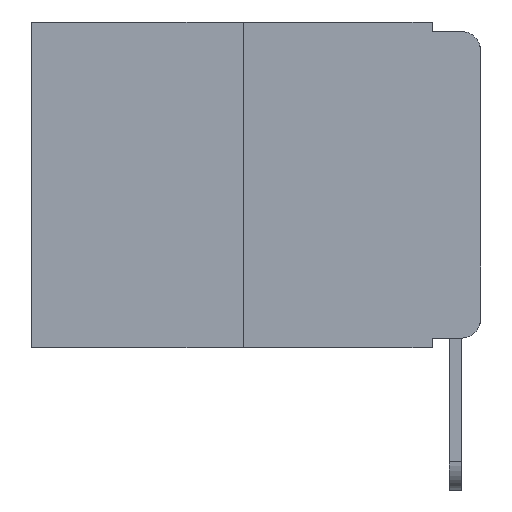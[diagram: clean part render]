
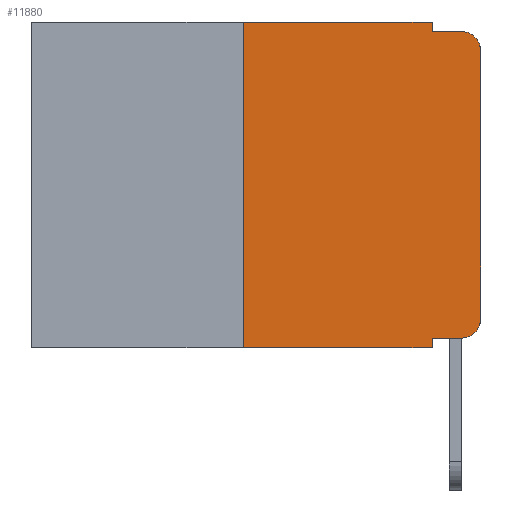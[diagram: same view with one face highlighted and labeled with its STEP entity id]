
A CAD part, left-side view. The second image highlights one B-rep face of the part: STEP entity #11880.
In plain terms, the highlighted planar face has unit normal (-1, 0, 0).
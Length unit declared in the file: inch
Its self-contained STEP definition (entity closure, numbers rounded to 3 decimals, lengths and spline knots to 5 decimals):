
#76 = DIRECTION ( 'NONE',  ( -1., 0., 0. ) ) ;
#215 = VECTOR ( 'NONE', #11111, 39.37008 ) ;
#222 = EDGE_CURVE ( 'NONE', #11902, #4460, #10318, .T. ) ;
#333 = CARTESIAN_POINT ( 'NONE',  ( 0., 0.473, -0.343 ) ) ;
#363 = CARTESIAN_POINT ( 'NONE',  ( 0., 0.051, -0.343 ) ) ;
#651 = VECTOR ( 'NONE', #5721, 39.37008 ) ;
#780 = FACE_OUTER_BOUND ( 'NONE', #9520, .T. ) ;
#794 = VERTEX_POINT ( 'NONE', #7327 ) ;
#996 = ORIENTED_EDGE ( 'NONE', *, *, #10579, .F. ) ;
#1016 = VERTEX_POINT ( 'NONE', #11542 ) ;
#1072 = DIRECTION ( 'NONE',  ( 0., -1., 0. ) ) ;
#1328 = ORIENTED_EDGE ( 'NONE', *, *, #10953, .F. ) ;
#1458 = ORIENTED_EDGE ( 'NONE', *, *, #4487, .F. ) ;
#1653 = VERTEX_POINT ( 'NONE', #2908 ) ;
#1703 = VECTOR ( 'NONE', #8042, 39.37008 ) ;
#1852 = DIRECTION ( 'NONE',  ( 0., 0., -1. ) ) ;
#1953 = DIRECTION ( 'NONE',  ( 0., -1., 0. ) ) ;
#1996 = ORIENTED_EDGE ( 'NONE', *, *, #8216, .T. ) ;
#2136 = LINE ( 'NONE', #9846, #10125 ) ;
#2167 = LINE ( 'NONE', #333, #1703 ) ;
#2647 = VECTOR ( 'NONE', #1953, 39.37008 ) ;
#2908 = CARTESIAN_POINT ( 'NONE',  ( 0., 0.25, 0. ) ) ;
#3226 = LINE ( 'NONE', #11688, #7858 ) ;
#3379 = ORIENTED_EDGE ( 'NONE', *, *, #7600, .T. ) ;
#3594 = LINE ( 'NONE', #10286, #215 ) ;
#3616 = EDGE_CURVE ( 'NONE', #794, #8043, #3594, .T. ) ;
#3632 = ORIENTED_EDGE ( 'NONE', *, *, #3616, .F. ) ;
#3633 = EDGE_CURVE ( 'NONE', #4460, #12002, #12050, .T. ) ;
#3723 = EDGE_CURVE ( 'NONE', #794, #11902, #3843, .T. ) ;
#3759 = CARTESIAN_POINT ( 'NONE',  ( 0., 0.02, -0.03 ) ) ;
#3843 = LINE ( 'NONE', #10346, #2647 ) ;
#4460 = VERTEX_POINT ( 'NONE', #11386 ) ;
#4487 = EDGE_CURVE ( 'NONE', #10775, #12369, #8492, .T. ) ;
#4571 = CARTESIAN_POINT ( 'NONE',  ( 0., 0.473, 0. ) ) ;
#4663 = ORIENTED_EDGE ( 'NONE', *, *, #222, .T. ) ;
#5136 = CARTESIAN_POINT ( 'NONE',  ( 0., 0., -0.03 ) ) ;
#5165 = EDGE_CURVE ( 'NONE', #1016, #1653, #2136, .T. ) ;
#5546 = CIRCLE ( 'NONE', #7166, 0.02 ) ;
#5553 = ORIENTED_EDGE ( 'NONE', *, *, #5165, .F. ) ;
#5716 = CARTESIAN_POINT ( 'NONE',  ( 0., 0.02, -0.333 ) ) ;
#5721 = DIRECTION ( 'NONE',  ( 0., -1., 0. ) ) ;
#5883 = VECTOR ( 'NONE', #8337, 39.37008 ) ;
#5985 = ORIENTED_EDGE ( 'NONE', *, *, #3723, .T. ) ;
#7076 = LINE ( 'NONE', #9788, #8635 ) ;
#7081 = ORIENTED_EDGE ( 'NONE', *, *, #3633, .T. ) ;
#7166 = AXIS2_PLACEMENT_3D ( 'NONE', #3759, #12405, #7815 ) ;
#7327 = CARTESIAN_POINT ( 'NONE',  ( 0., 0.051, -0.333 ) ) ;
#7600 = EDGE_CURVE ( 'NONE', #1016, #8043, #2167, .T. ) ;
#7815 = DIRECTION ( 'NONE',  ( 0., 0., -1. ) ) ;
#7858 = VECTOR ( 'NONE', #8088, 39.37008 ) ;
#8016 = DIRECTION ( 'NONE',  ( 0., 0., 1. ) ) ;
#8042 = DIRECTION ( 'NONE',  ( 0., -1., 0. ) ) ;
#8043 = VERTEX_POINT ( 'NONE', #363 ) ;
#8088 = DIRECTION ( 'NONE',  ( 0., 0., -1. ) ) ;
#8216 = EDGE_CURVE ( 'NONE', #12002, #12369, #5546, .T. ) ;
#8337 = DIRECTION ( 'NONE',  ( 0., 0., 1. ) ) ;
#8492 = LINE ( 'NONE', #10376, #651 ) ;
#8615 = CARTESIAN_POINT ( 'NONE',  ( 0., 0.02, -0.313 ) ) ;
#8635 = VECTOR ( 'NONE', #1072, 39.37008 ) ;
#9097 = CARTESIAN_POINT ( 'NONE',  ( 0., 0., 0. ) ) ;
#9261 = DIRECTION ( 'NONE',  ( 0., 0., -1. ) ) ;
#9520 = EDGE_LOOP ( 'NONE', ( #7081, #1996, #1458, #996, #1328, #5553, #3379, #3632, #5985, #4663 ) ) ;
#9559 = PLANE ( 'NONE',  #12026 ) ;
#9788 = CARTESIAN_POINT ( 'NONE',  ( 0., 0.473, 0. ) ) ;
#9846 = CARTESIAN_POINT ( 'NONE',  ( 0., 0.25, 0. ) ) ;
#10125 = VECTOR ( 'NONE', #8016, 39.37008 ) ;
#10286 = CARTESIAN_POINT ( 'NONE',  ( 0., 0.051, 0. ) ) ;
#10318 = CIRCLE ( 'NONE', #11738, 0.02 ) ;
#10346 = CARTESIAN_POINT ( 'NONE',  ( 0., 0.051, -0.333 ) ) ;
#10376 = CARTESIAN_POINT ( 'NONE',  ( 0., 0.051, -0.01 ) ) ;
#10434 = DIRECTION ( 'NONE',  ( 1., 0., 0. ) ) ;
#10579 = EDGE_CURVE ( 'NONE', #12019, #10775, #3226, .T. ) ;
#10688 = CARTESIAN_POINT ( 'NONE',  ( 0., 0.051, 0. ) ) ;
#10775 = VERTEX_POINT ( 'NONE', #11420 ) ;
#10953 = EDGE_CURVE ( 'NONE', #1653, #12019, #7076, .T. ) ;
#11111 = DIRECTION ( 'NONE',  ( 0., 0., -1. ) ) ;
#11386 = CARTESIAN_POINT ( 'NONE',  ( 0., 0., -0.313 ) ) ;
#11420 = CARTESIAN_POINT ( 'NONE',  ( 0., 0.051, -0.01 ) ) ;
#11430 = CARTESIAN_POINT ( 'NONE',  ( 0., 0.02, -0.01 ) ) ;
#11542 = CARTESIAN_POINT ( 'NONE',  ( 0., 0.25, -0.343 ) ) ;
#11688 = CARTESIAN_POINT ( 'NONE',  ( 0., 0.051, 0. ) ) ;
#11738 = AXIS2_PLACEMENT_3D ( 'NONE', #8615, #76, #9261 ) ;
#11880 = ADVANCED_FACE ( 'NONE', ( #780 ), #9559, .F. ) ;
#11902 = VERTEX_POINT ( 'NONE', #5716 ) ;
#12002 = VERTEX_POINT ( 'NONE', #5136 ) ;
#12019 = VERTEX_POINT ( 'NONE', #10688 ) ;
#12026 = AXIS2_PLACEMENT_3D ( 'NONE', #4571, #10434, #1852 ) ;
#12050 = LINE ( 'NONE', #9097, #5883 ) ;
#12369 = VERTEX_POINT ( 'NONE', #11430 ) ;
#12405 = DIRECTION ( 'NONE',  ( -1., 0., 0. ) ) ;
